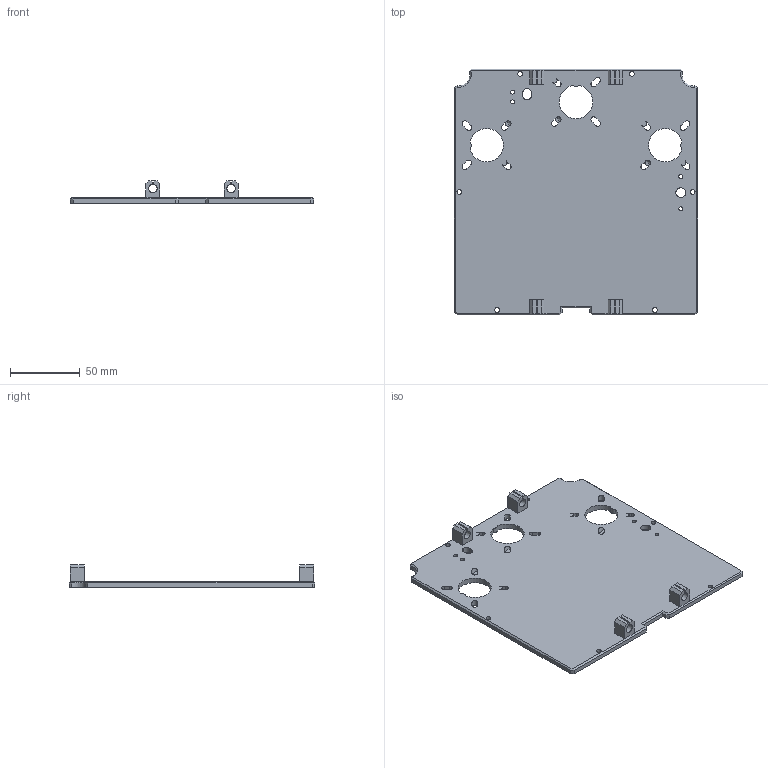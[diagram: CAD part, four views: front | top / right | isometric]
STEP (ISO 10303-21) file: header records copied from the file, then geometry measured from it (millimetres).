
FILE_DESCRIPTION(('FreeCAD Model'),'2;1');
FILE_NAME('Open CASCADE Shape Model','2023-05-02T21:14:55',('Author'),( ''),'Open CASCADE STEP processor 7.5','FreeCAD','Unknown');
FILE_SCHEMA(('AUTOMOTIVE_DESIGN { 1 0 10303 214 1 1 1 1 }'));
Length unit declared in the file: millimetre
Products named in the file (1): frame.lower.lid
Bounding box: 174 x 176 x 16 mm (x, y, z)
Volume: 116982.2 mm3; surface area: 64254.3 mm2
Topology: 1 solids, 1 shells, 157 faces, 441 edges, 286 vertices
Faces by surface type: plane 98, cylinder 51, cone 4, bspline 4
Full cylindrical faces by diameter (mm): 2.8 x4, 3.4 x6, 4 x4, 7 x1
Entity records: 11070 total; most frequent: CARTESIAN_POINT 2329, DIRECTION 1585, LINE 1009, VECTOR 1009, ORIENTED_EDGE 882, PCURVE 882, DEFINITIONAL_REPRESENTATION 882, EDGE_CURVE 441
